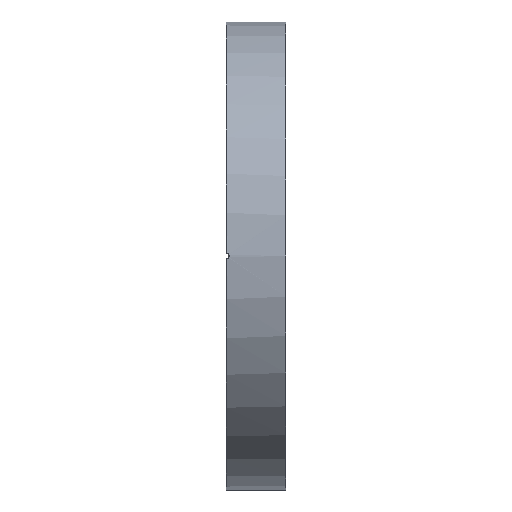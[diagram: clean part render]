
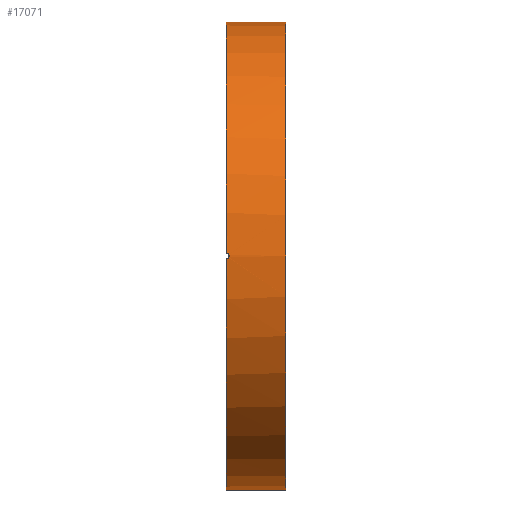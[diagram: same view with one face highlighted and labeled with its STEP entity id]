
A CAD part, left-side view. The second image highlights one B-rep face of the part: STEP entity #17071.
In plain terms, the highlighted cylindrical face has radius 76.2 mm (diameter 152.4 mm), a partial arc.
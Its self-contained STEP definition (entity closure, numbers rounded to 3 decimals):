
#508 = CARTESIAN_POINT ( 'NONE',  ( -76.193, 0., -1. ) ) ;
#697 = EDGE_CURVE ( 'NONE', #9458, #8678, #832, .T. ) ;
#785 = CARTESIAN_POINT ( 'NONE',  ( -76.193, 0., -1. ) ) ;
#832 = LINE ( 'NONE', #8023, #15224 ) ;
#1102 = EDGE_CURVE ( 'NONE', #10131, #10839, #3389, .T. ) ;
#1343 = AXIS2_PLACEMENT_3D ( 'NONE', #16550, #6346, #10755 ) ;
#1467 = DIRECTION ( 'NONE',  ( 0., 1., 0. ) ) ;
#2135 = CARTESIAN_POINT ( 'NONE',  ( -76.2, -0.974, -0.261 ) ) ;
#3381 = VERTEX_POINT ( 'NONE', #785 ) ;
#3389 = LINE ( 'NONE', #14929, #6119 ) ;
#3407 = CARTESIAN_POINT ( 'NONE',  ( -76.198, -0.801, -0.613 ) ) ;
#3442 = ORIENTED_EDGE ( 'NONE', *, *, #18582, .F. ) ;
#3842 = CARTESIAN_POINT ( 'NONE',  ( 0., 0., -76.2 ) ) ;
#4011 = CARTESIAN_POINT ( 'NONE',  ( 0., -19.5, 76.2 ) ) ;
#4330 = CARTESIAN_POINT ( 'NONE',  ( -76.195, -0.504, 0.874 ) ) ;
#4604 = CARTESIAN_POINT ( 'NONE',  ( 0., 0., 0. ) ) ;
#4722 = CIRCLE ( 'NONE', #15979, 76.2 ) ;
#4796 = DIRECTION ( 'NONE',  ( 0., 0., 1. ) ) ;
#5021 = CARTESIAN_POINT ( 'NONE',  ( -76.198, -0.799, 0.615 ) ) ;
#5747 = CARTESIAN_POINT ( 'NONE',  ( -76.194, -0.262, 0.974 ) ) ;
#5791 = EDGE_CURVE ( 'NONE', #12843, #3381, #12455, .T. ) ;
#5953 = ORIENTED_EDGE ( 'NONE', *, *, #16832, .T. ) ;
#5958 = CARTESIAN_POINT ( 'NONE',  ( 0., -19.5, -76.2 ) ) ;
#6119 = VECTOR ( 'NONE', #7868, 1000. ) ;
#6184 = DIRECTION ( 'NONE',  ( 0., 1., 0. ) ) ;
#6346 = DIRECTION ( 'NONE',  ( 0., 1., 0. ) ) ;
#6620 = ORIENTED_EDGE ( 'NONE', *, *, #1102, .T. ) ;
#6917 = DIRECTION ( 'NONE',  ( 0., 0., 1. ) ) ;
#7129 = CIRCLE ( 'NONE', #12030, 76.2 ) ;
#7175 = CARTESIAN_POINT ( 'NONE',  ( -76.193, 0., 1. ) ) ;
#7868 = DIRECTION ( 'NONE',  ( 0., 1., 0. ) ) ;
#8023 = CARTESIAN_POINT ( 'NONE',  ( 0., -19.5, -76.2 ) ) ;
#8498 = FACE_OUTER_BOUND ( 'NONE', #12986, .T. ) ;
#8678 = VERTEX_POINT ( 'NONE', #3842 ) ;
#9288 = DIRECTION ( 'NONE',  ( 0., 1., 0. ) ) ;
#9458 = VERTEX_POINT ( 'NONE', #5958 ) ;
#9617 = AXIS2_PLACEMENT_3D ( 'NONE', #4604, #12052, #4796 ) ;
#10131 = VERTEX_POINT ( 'NONE', #4011 ) ;
#10671 = CARTESIAN_POINT ( 'NONE',  ( -76.198, -0.874, -0.503 ) ) ;
#10755 = DIRECTION ( 'NONE',  ( 0., 0., 1. ) ) ;
#10766 = CARTESIAN_POINT ( 'NONE',  ( -76.2, -1., -0.13 ) ) ;
#10839 = VERTEX_POINT ( 'NONE', #15362 ) ;
#10843 = ORIENTED_EDGE ( 'NONE', *, *, #5791, .T. ) ;
#12030 = AXIS2_PLACEMENT_3D ( 'NONE', #14561, #1467, #6917 ) ;
#12052 = DIRECTION ( 'NONE',  ( 0., 1., 0. ) ) ;
#12455 = B_SPLINE_CURVE_WITH_KNOTS ( 'NONE', 3,
 ( #7175, #13004, #5747, #4330, #16746, #5021, #13616, #17898, #16371, #10766, #2135, #10671, #3407, #17998, #16657, #508 ),
 .UNSPECIFIED., .F., .F.,
 ( 4, 2, 2, 2, 2, 2, 2, 4 ),
 ( 0., 0., 0.001, 0.001, 0.002, 0.002, 0.002, 0.003 ),
 .UNSPECIFIED. ) ;
#12478 = ORIENTED_EDGE ( 'NONE', *, *, #697, .F. ) ;
#12843 = VERTEX_POINT ( 'NONE', #16040 ) ;
#12986 = EDGE_LOOP ( 'NONE', ( #12478, #5953, #6620, #15218, #10843, #3442 ) ) ;
#13004 = CARTESIAN_POINT ( 'NONE',  ( -76.193, -0.132, 1. ) ) ;
#13438 = CARTESIAN_POINT ( 'NONE',  ( 0., 0., 0. ) ) ;
#13616 = CARTESIAN_POINT ( 'NONE',  ( -76.198, -0.874, 0.503 ) ) ;
#14318 = CYLINDRICAL_SURFACE ( 'NONE', #1343, 76.2 ) ;
#14561 = CARTESIAN_POINT ( 'NONE',  ( 0., -19.5, 0. ) ) ;
#14929 = CARTESIAN_POINT ( 'NONE',  ( 0., -19.5, 76.2 ) ) ;
#15218 = ORIENTED_EDGE ( 'NONE', *, *, #17921, .F. ) ;
#15224 = VECTOR ( 'NONE', #9288, 1000. ) ;
#15362 = CARTESIAN_POINT ( 'NONE',  ( 0., 0., 76.2 ) ) ;
#15979 = AXIS2_PLACEMENT_3D ( 'NONE', #13438, #6184, #16092 ) ;
#16040 = CARTESIAN_POINT ( 'NONE',  ( -76.193, 0., 1. ) ) ;
#16092 = DIRECTION ( 'NONE',  ( 0., 0., 1. ) ) ;
#16371 = CARTESIAN_POINT ( 'NONE',  ( -76.2, -1., 0.131 ) ) ;
#16550 = CARTESIAN_POINT ( 'NONE',  ( 0., -19.5, 0. ) ) ;
#16657 = CARTESIAN_POINT ( 'NONE',  ( -76.193, -0.264, -1. ) ) ;
#16746 = CARTESIAN_POINT ( 'NONE',  ( -76.196, -0.615, 0.799 ) ) ;
#16832 = EDGE_CURVE ( 'NONE', #9458, #10131, #7129, .T. ) ;
#17071 = ADVANCED_FACE ( 'NONE', ( #8498 ), #14318, .T. ) ;
#17819 = CIRCLE ( 'NONE', #9617, 76.2 ) ;
#17898 = CARTESIAN_POINT ( 'NONE',  ( -76.2, -0.974, 0.263 ) ) ;
#17921 = EDGE_CURVE ( 'NONE', #12843, #10839, #17819, .T. ) ;
#17998 = CARTESIAN_POINT ( 'NONE',  ( -76.195, -0.521, -0.893 ) ) ;
#18582 = EDGE_CURVE ( 'NONE', #8678, #3381, #4722, .T. ) ;
